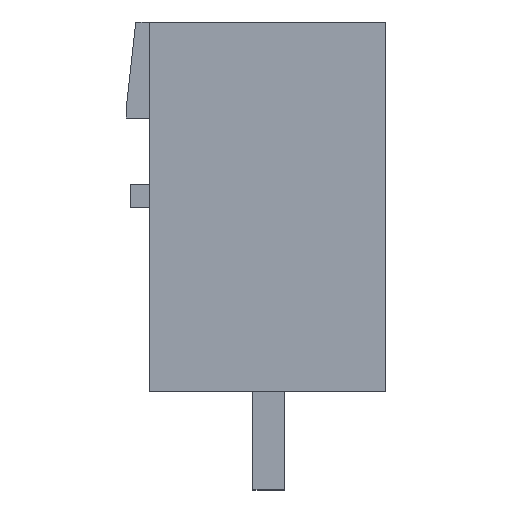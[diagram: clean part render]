
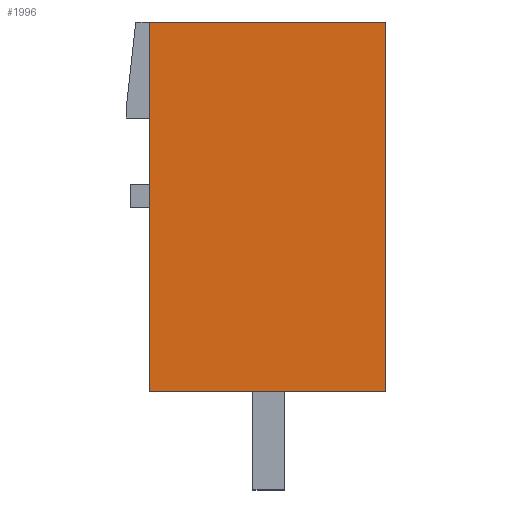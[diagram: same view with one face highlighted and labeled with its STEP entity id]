
A CAD part, left-side view. The second image highlights one B-rep face of the part: STEP entity #1996.
In plain terms, the highlighted planar face has unit normal (-1, 0, 0).
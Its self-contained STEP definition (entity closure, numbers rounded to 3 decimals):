
#1976=AXIS2_PLACEMENT_3D('Plane Axis2P3D',#1973,#1974,#1975) ;
#913=CARTESIAN_POINT('Vertex',(0.,0.,3.2)) ;
#916=CARTESIAN_POINT('Line Origine',(0.,3.84,3.2)) ;
#920=CARTESIAN_POINT('Vertex',(0.,7.68,3.2)) ;
#1357=CARTESIAN_POINT('Vertex',(0.,0.,15.2)) ;
#1360=CARTESIAN_POINT('Line Origine',(0.,0.,9.2)) ;
#1973=CARTESIAN_POINT('Axis2P3D Location',(0.,-1.5,3.2)) ;
#1978=CARTESIAN_POINT('Line Origine',(0.,7.68,9.2)) ;
#1982=CARTESIAN_POINT('Vertex',(0.,7.68,15.2)) ;
#1985=CARTESIAN_POINT('Line Origine',(0.,3.84,15.2)) ;
#917=DIRECTION('Vector Direction',(0.,-1.,0.)) ;
#1361=DIRECTION('Vector Direction',(0.,0.,-1.)) ;
#1974=DIRECTION('Axis2P3D Direction',(-1.,0.,0.)) ;
#1975=DIRECTION('Axis2P3D XDirection',(0.,0.,1.)) ;
#1979=DIRECTION('Vector Direction',(0.,0.,-1.)) ;
#1986=DIRECTION('Vector Direction',(0.,-1.,0.)) ;
#918=VECTOR('Line Direction',#917,1.) ;
#1362=VECTOR('Line Direction',#1361,1.) ;
#1980=VECTOR('Line Direction',#1979,1.) ;
#1987=VECTOR('Line Direction',#1986,1.) ;
#1991=ORIENTED_EDGE('',*,*,#1984,.T.) ;
#1992=ORIENTED_EDGE('',*,*,#922,.T.) ;
#1993=ORIENTED_EDGE('',*,*,#1364,.T.) ;
#1994=ORIENTED_EDGE('',*,*,#1989,.T.) ;
#1996=ADVANCED_FACE('HOUSING',(#1995),#1977,.T.) ;
#922=EDGE_CURVE('',#921,#914,#919,.T.) ;
#1364=EDGE_CURVE('',#914,#1358,#1363,.F.) ;
#1984=EDGE_CURVE('',#1983,#921,#1981,.T.) ;
#1989=EDGE_CURVE('',#1358,#1983,#1988,.F.) ;
#1990=EDGE_LOOP('',(#1991,#1992,#1993,#1994)) ;
#1995=FACE_OUTER_BOUND('',#1990,.T.) ;
#919=LINE('Line',#916,#918) ;
#1363=LINE('Line',#1360,#1362) ;
#1981=LINE('Line',#1978,#1980) ;
#1988=LINE('Line',#1985,#1987) ;
#1977=PLANE('',#1976) ;
#914=VERTEX_POINT('',#913) ;
#921=VERTEX_POINT('',#920) ;
#1358=VERTEX_POINT('',#1357) ;
#1983=VERTEX_POINT('',#1982) ;
